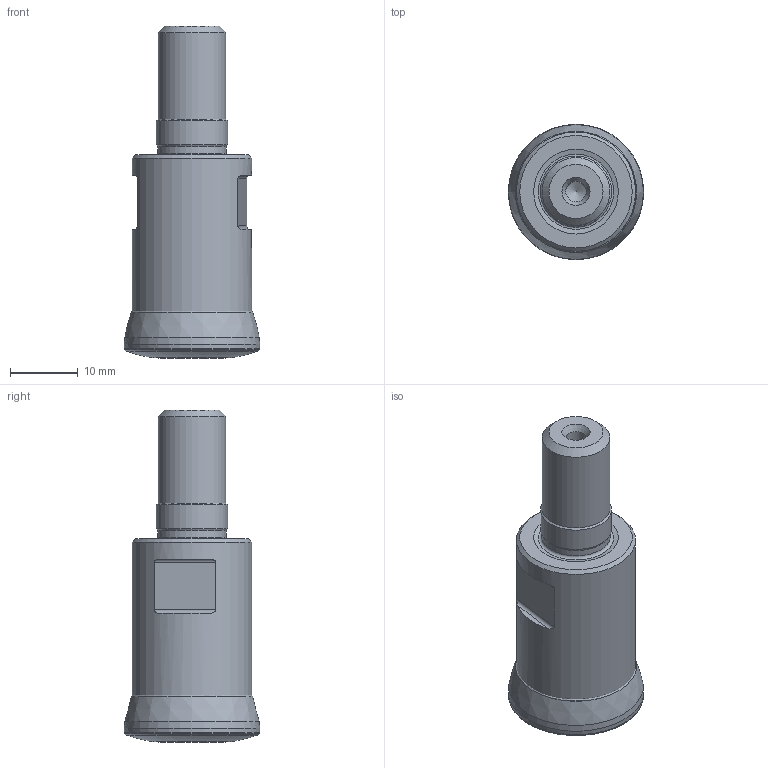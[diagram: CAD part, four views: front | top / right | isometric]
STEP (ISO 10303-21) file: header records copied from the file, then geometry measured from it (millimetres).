
FILE_DESCRIPTION(/* description */ (''),/* implementation_level */ '2;1');
FILE_NAME(/* name */ '20E3R030M10_SZD07_115009359ndi000_00_SIM.stp',/* time_stamp */ '2019-12-17T09:28:44+01:00',/* author */ (''),/* organization */ (''),/* preprocessor_version */ 'ST-DEVELOPER v16.7',/* originating_system */ 'SIEMENS PLM Software NX 12.0',/* authorisation */ '');
FILE_SCHEMA (('AUTOMOTIVE_DESIGN { 1 0 10303 214 3 1 1 1 }'));
Length unit declared in the file: millimetre
Products named in the file (1): hc72287C7EC5n58v
Bounding box: 20 x 20 x 49.01 mm (x, y, z)
Volume: 9875.7 mm3; surface area: 3958.6 mm2
Topology: 2 solids, 2 shells, 57 faces, 128 edges, 75 vertices
Faces by surface type: revolution 24, cylinder 9, cone 9, plane 9, torus 6
Full cylindrical faces by diameter (mm): 3 x1, 10 x1, 10.1 x1, 10.5 x1, 17.6 x1
Entity records: 1549 total; most frequent: CARTESIAN_POINT 499, DIRECTION 198, ORIENTED_EDGE 140, EDGE_LOOP 104, FACE_BOUND 94, AXIS2_PLACEMENT_3D 81, EDGE_CURVE 70, VERTEX_POINT 63
